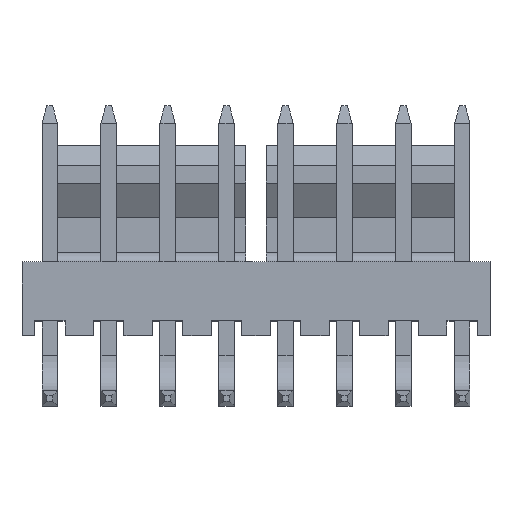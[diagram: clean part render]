
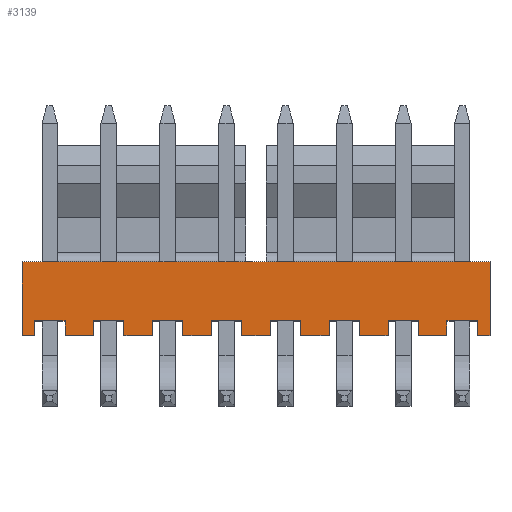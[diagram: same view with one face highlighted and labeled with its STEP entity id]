
A CAD part, top view. The second image highlights one B-rep face of the part: STEP entity #3139.
In plain terms, the highlighted planar face has unit normal (0, 0, 1).
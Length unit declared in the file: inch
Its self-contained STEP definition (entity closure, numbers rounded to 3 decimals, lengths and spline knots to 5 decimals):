
#1=DIRECTION('',(0.,-1.,0.));
#2=VECTOR('',#1,0.125);
#3=CARTESIAN_POINT('',(-0.397,0.0625,0.125));
#4=LINE('',#3,#2);
#17=DIRECTION('',(1.,0.,0.));
#18=VECTOR('',#17,0.052);
#19=CARTESIAN_POINT('',(0.324,-0.0375,0.125));
#20=LINE('',#19,#18);
#21=DIRECTION('',(0.,1.,0.));
#22=VECTOR('',#21,0.025);
#23=CARTESIAN_POINT('',(0.324,-0.0625,0.125));
#24=LINE('',#23,#22);
#25=DIRECTION('',(0.,1.,0.));
#26=VECTOR('',#25,0.025);
#27=CARTESIAN_POINT('',(0.276,-0.0625,0.125));
#28=LINE('',#27,#26);
#29=DIRECTION('',(1.,0.,0.));
#30=VECTOR('',#29,0.052);
#31=CARTESIAN_POINT('',(0.224,-0.0375,0.125));
#32=LINE('',#31,#30);
#33=DIRECTION('',(0.,1.,0.));
#34=VECTOR('',#33,0.025);
#35=CARTESIAN_POINT('',(0.224,-0.0625,0.125));
#36=LINE('',#35,#34);
#37=DIRECTION('',(0.,1.,0.));
#38=VECTOR('',#37,0.025);
#39=CARTESIAN_POINT('',(0.176,-0.0625,0.125));
#40=LINE('',#39,#38);
#41=DIRECTION('',(1.,0.,0.));
#42=VECTOR('',#41,0.052);
#43=CARTESIAN_POINT('',(0.124,-0.0375,0.125));
#44=LINE('',#43,#42);
#45=DIRECTION('',(0.,1.,0.));
#46=VECTOR('',#45,0.025);
#47=CARTESIAN_POINT('',(0.124,-0.0625,0.125));
#48=LINE('',#47,#46);
#49=DIRECTION('',(0.,1.,0.));
#50=VECTOR('',#49,0.025);
#51=CARTESIAN_POINT('',(0.076,-0.0625,0.125));
#52=LINE('',#51,#50);
#53=DIRECTION('',(1.,0.,0.));
#54=VECTOR('',#53,0.052);
#55=CARTESIAN_POINT('',(0.024,-0.0375,0.125));
#56=LINE('',#55,#54);
#57=DIRECTION('',(0.,1.,0.));
#58=VECTOR('',#57,0.025);
#59=CARTESIAN_POINT('',(0.024,-0.0625,0.125));
#60=LINE('',#59,#58);
#61=DIRECTION('',(0.,1.,0.));
#62=VECTOR('',#61,0.025);
#63=CARTESIAN_POINT('',(-0.024,-0.0625,0.125));
#64=LINE('',#63,#62);
#65=DIRECTION('',(1.,0.,0.));
#66=VECTOR('',#65,0.052);
#67=CARTESIAN_POINT('',(-0.076,-0.0375,0.125));
#68=LINE('',#67,#66);
#69=DIRECTION('',(0.,1.,0.));
#70=VECTOR('',#69,0.025);
#71=CARTESIAN_POINT('',(-0.076,-0.0625,0.125));
#72=LINE('',#71,#70);
#73=DIRECTION('',(0.,1.,0.));
#74=VECTOR('',#73,0.025);
#75=CARTESIAN_POINT('',(-0.124,-0.0625,0.125));
#76=LINE('',#75,#74);
#77=DIRECTION('',(1.,0.,0.));
#78=VECTOR('',#77,0.052);
#79=CARTESIAN_POINT('',(-0.176,-0.0375,0.125));
#80=LINE('',#79,#78);
#81=DIRECTION('',(0.,1.,0.));
#82=VECTOR('',#81,0.025);
#83=CARTESIAN_POINT('',(-0.176,-0.0625,0.125));
#84=LINE('',#83,#82);
#85=DIRECTION('',(0.,1.,0.));
#86=VECTOR('',#85,0.025);
#87=CARTESIAN_POINT('',(-0.224,-0.0625,0.125));
#88=LINE('',#87,#86);
#89=DIRECTION('',(1.,0.,0.));
#90=VECTOR('',#89,0.052);
#91=CARTESIAN_POINT('',(-0.276,-0.0375,0.125));
#92=LINE('',#91,#90);
#93=DIRECTION('',(0.,1.,0.));
#94=VECTOR('',#93,0.025);
#95=CARTESIAN_POINT('',(-0.276,-0.0625,0.125));
#96=LINE('',#95,#94);
#97=DIRECTION('',(0.,1.,0.));
#98=VECTOR('',#97,0.025);
#99=CARTESIAN_POINT('',(-0.324,-0.0625,0.125));
#100=LINE('',#99,#98);
#101=DIRECTION('',(1.,0.,0.));
#102=VECTOR('',#101,0.052);
#103=CARTESIAN_POINT('',(-0.376,-0.0375,0.125));
#104=LINE('',#103,#102);
#105=DIRECTION('',(0.,1.,0.));
#106=VECTOR('',#105,0.025);
#107=CARTESIAN_POINT('',(-0.376,-0.0625,0.125));
#108=LINE('',#107,#106);
#109=DIRECTION('',(1.,0.,0.));
#110=VECTOR('',#109,0.794);
#111=CARTESIAN_POINT('',(-0.397,0.0625,0.125));
#112=LINE('',#111,#110);
#113=DIRECTION('',(0.,1.,0.));
#114=VECTOR('',#113,0.025);
#115=CARTESIAN_POINT('',(0.376,-0.0625,0.125));
#116=LINE('',#115,#114);
#145=DIRECTION('',(1.,0.,0.));
#146=VECTOR('',#145,0.021);
#147=CARTESIAN_POINT('',(-0.397,-0.0625,0.125));
#148=LINE('',#147,#146);
#157=DIRECTION('',(1.,0.,0.));
#158=VECTOR('',#157,0.048);
#159=CARTESIAN_POINT('',(-0.324,-0.0625,0.125));
#160=LINE('',#159,#158);
#169=DIRECTION('',(1.,0.,0.));
#170=VECTOR('',#169,0.048);
#171=CARTESIAN_POINT('',(-0.224,-0.0625,0.125));
#172=LINE('',#171,#170);
#181=DIRECTION('',(1.,0.,0.));
#182=VECTOR('',#181,0.048);
#183=CARTESIAN_POINT('',(-0.124,-0.0625,0.125));
#184=LINE('',#183,#182);
#193=DIRECTION('',(1.,0.,0.));
#194=VECTOR('',#193,0.048);
#195=CARTESIAN_POINT('',(-0.024,-0.0625,0.125));
#196=LINE('',#195,#194);
#205=DIRECTION('',(1.,0.,0.));
#206=VECTOR('',#205,0.048);
#207=CARTESIAN_POINT('',(0.076,-0.0625,0.125));
#208=LINE('',#207,#206);
#217=DIRECTION('',(1.,0.,0.));
#218=VECTOR('',#217,0.048);
#219=CARTESIAN_POINT('',(0.176,-0.0625,0.125));
#220=LINE('',#219,#218);
#229=DIRECTION('',(1.,0.,0.));
#230=VECTOR('',#229,0.048);
#231=CARTESIAN_POINT('',(0.276,-0.0625,0.125));
#232=LINE('',#231,#230);
#237=DIRECTION('',(1.,0.,0.));
#238=VECTOR('',#237,0.021);
#239=CARTESIAN_POINT('',(0.376,-0.0625,0.125));
#240=LINE('',#239,#238);
#2309=DIRECTION('',(0.,-1.,0.));
#2310=VECTOR('',#2309,0.125);
#2311=CARTESIAN_POINT('',(0.397,0.0625,0.125));
#2312=LINE('',#2311,#2310);
#2325=CARTESIAN_POINT('',(-0.397,0.0625,0.125));
#2326=CARTESIAN_POINT('',(-0.397,-0.0625,0.125));
#2327=VERTEX_POINT('',#2325);
#2328=VERTEX_POINT('',#2326);
#2333=CARTESIAN_POINT('',(0.397,0.0625,0.125));
#2334=CARTESIAN_POINT('',(0.397,-0.0625,0.125));
#2335=VERTEX_POINT('',#2333);
#2336=VERTEX_POINT('',#2334);
#2429=CARTESIAN_POINT('',(-0.376,-0.0375,0.125));
#2430=CARTESIAN_POINT('',(-0.324,-0.0375,0.125));
#2431=VERTEX_POINT('',#2429);
#2432=VERTEX_POINT('',#2430);
#2433=CARTESIAN_POINT('',(-0.376,-0.0625,0.125));
#2434=VERTEX_POINT('',#2433);
#2435=CARTESIAN_POINT('',(-0.324,-0.0625,0.125));
#2436=VERTEX_POINT('',#2435);
#2477=CARTESIAN_POINT('',(-0.276,-0.0375,0.125));
#2478=CARTESIAN_POINT('',(-0.224,-0.0375,0.125));
#2479=VERTEX_POINT('',#2477);
#2480=VERTEX_POINT('',#2478);
#2481=CARTESIAN_POINT('',(-0.276,-0.0625,0.125));
#2482=VERTEX_POINT('',#2481);
#2483=CARTESIAN_POINT('',(-0.224,-0.0625,0.125));
#2484=VERTEX_POINT('',#2483);
#2493=CARTESIAN_POINT('',(-0.176,-0.0375,0.125));
#2494=CARTESIAN_POINT('',(-0.124,-0.0375,0.125));
#2495=VERTEX_POINT('',#2493);
#2496=VERTEX_POINT('',#2494);
#2497=CARTESIAN_POINT('',(-0.176,-0.0625,0.125));
#2498=VERTEX_POINT('',#2497);
#2499=CARTESIAN_POINT('',(-0.124,-0.0625,0.125));
#2500=VERTEX_POINT('',#2499);
#2509=CARTESIAN_POINT('',(-0.076,-0.0375,0.125));
#2510=CARTESIAN_POINT('',(-0.024,-0.0375,0.125));
#2511=VERTEX_POINT('',#2509);
#2512=VERTEX_POINT('',#2510);
#2513=CARTESIAN_POINT('',(-0.076,-0.0625,0.125));
#2514=VERTEX_POINT('',#2513);
#2515=CARTESIAN_POINT('',(-0.024,-0.0625,0.125));
#2516=VERTEX_POINT('',#2515);
#2525=CARTESIAN_POINT('',(0.024,-0.0375,0.125));
#2526=CARTESIAN_POINT('',(0.076,-0.0375,0.125));
#2527=VERTEX_POINT('',#2525);
#2528=VERTEX_POINT('',#2526);
#2529=CARTESIAN_POINT('',(0.024,-0.0625,0.125));
#2530=VERTEX_POINT('',#2529);
#2531=CARTESIAN_POINT('',(0.076,-0.0625,0.125));
#2532=VERTEX_POINT('',#2531);
#2765=CARTESIAN_POINT('',(0.124,-0.0375,0.125));
#2766=CARTESIAN_POINT('',(0.176,-0.0375,0.125));
#2767=VERTEX_POINT('',#2765);
#2768=VERTEX_POINT('',#2766);
#2769=CARTESIAN_POINT('',(0.124,-0.0625,0.125));
#2770=VERTEX_POINT('',#2769);
#2771=CARTESIAN_POINT('',(0.176,-0.0625,0.125));
#2772=VERTEX_POINT('',#2771);
#2781=CARTESIAN_POINT('',(0.224,-0.0375,0.125));
#2782=CARTESIAN_POINT('',(0.276,-0.0375,0.125));
#2783=VERTEX_POINT('',#2781);
#2784=VERTEX_POINT('',#2782);
#2785=CARTESIAN_POINT('',(0.224,-0.0625,0.125));
#2786=VERTEX_POINT('',#2785);
#2787=CARTESIAN_POINT('',(0.276,-0.0625,0.125));
#2788=VERTEX_POINT('',#2787);
#2797=CARTESIAN_POINT('',(0.324,-0.0375,0.125));
#2798=CARTESIAN_POINT('',(0.376,-0.0375,0.125));
#2799=VERTEX_POINT('',#2797);
#2800=VERTEX_POINT('',#2798);
#2801=CARTESIAN_POINT('',(0.324,-0.0625,0.125));
#2802=VERTEX_POINT('',#2801);
#2803=CARTESIAN_POINT('',(0.376,-0.0625,0.125));
#2804=VERTEX_POINT('',#2803);
#3061=CARTESIAN_POINT('',(-0.397,0.0625,0.125));
#3062=DIRECTION('',(0.,0.,1.));
#3063=DIRECTION('',(0.,-1.,0.));
#3064=AXIS2_PLACEMENT_3D('',#3061,#3062,#3063);
#3065=PLANE('',#3064);
#3067=ORIENTED_EDGE('',*,*,#3066,.F.);
#3069=ORIENTED_EDGE('',*,*,#3068,.F.);
#3071=ORIENTED_EDGE('',*,*,#3070,.F.);
#3073=ORIENTED_EDGE('',*,*,#3072,.T.);
#3075=ORIENTED_EDGE('',*,*,#3074,.F.);
#3077=ORIENTED_EDGE('',*,*,#3076,.F.);
#3079=ORIENTED_EDGE('',*,*,#3078,.F.);
#3081=ORIENTED_EDGE('',*,*,#3080,.T.);
#3083=ORIENTED_EDGE('',*,*,#3082,.F.);
#3085=ORIENTED_EDGE('',*,*,#3084,.F.);
#3087=ORIENTED_EDGE('',*,*,#3086,.F.);
#3089=ORIENTED_EDGE('',*,*,#3088,.T.);
#3091=ORIENTED_EDGE('',*,*,#3090,.F.);
#3093=ORIENTED_EDGE('',*,*,#3092,.F.);
#3095=ORIENTED_EDGE('',*,*,#3094,.F.);
#3097=ORIENTED_EDGE('',*,*,#3096,.T.);
#3099=ORIENTED_EDGE('',*,*,#3098,.F.);
#3101=ORIENTED_EDGE('',*,*,#3100,.F.);
#3103=ORIENTED_EDGE('',*,*,#3102,.F.);
#3105=ORIENTED_EDGE('',*,*,#3104,.T.);
#3107=ORIENTED_EDGE('',*,*,#3106,.F.);
#3109=ORIENTED_EDGE('',*,*,#3108,.F.);
#3111=ORIENTED_EDGE('',*,*,#3110,.F.);
#3113=ORIENTED_EDGE('',*,*,#3112,.T.);
#3115=ORIENTED_EDGE('',*,*,#3114,.F.);
#3117=ORIENTED_EDGE('',*,*,#3116,.F.);
#3119=ORIENTED_EDGE('',*,*,#3118,.F.);
#3121=ORIENTED_EDGE('',*,*,#3120,.T.);
#3123=ORIENTED_EDGE('',*,*,#3122,.F.);
#3125=ORIENTED_EDGE('',*,*,#3124,.F.);
#3127=ORIENTED_EDGE('',*,*,#3126,.F.);
#3128=ORIENTED_EDGE('',*,*,#3050,.F.);
#3130=ORIENTED_EDGE('',*,*,#3129,.T.);
#3132=ORIENTED_EDGE('',*,*,#3131,.T.);
#3134=ORIENTED_EDGE('',*,*,#3133,.F.);
#3136=ORIENTED_EDGE('',*,*,#3135,.T.);
#3137=EDGE_LOOP('',(#3067,#3069,#3071,#3073,#3075,#3077,#3079,#3081,#3083,#3085,
#3087,#3089,#3091,#3093,#3095,#3097,#3099,#3101,#3103,#3105,#3107,#3109,#3111,
#3113,#3115,#3117,#3119,#3121,#3123,#3125,#3127,#3128,#3130,#3132,#3134,#3136));
#3138=FACE_OUTER_BOUND('',#3137,.F.);
#3139=ADVANCED_FACE('',(#3138),#3065,.T.);
#3050=EDGE_CURVE('',#2327,#2328,#4,.T.);
#3066=EDGE_CURVE('',#2799,#2800,#20,.T.);
#3068=EDGE_CURVE('',#2802,#2799,#24,.T.);
#3070=EDGE_CURVE('',#2788,#2802,#232,.T.);
#3072=EDGE_CURVE('',#2788,#2784,#28,.T.);
#3074=EDGE_CURVE('',#2783,#2784,#32,.T.);
#3076=EDGE_CURVE('',#2786,#2783,#36,.T.);
#3078=EDGE_CURVE('',#2772,#2786,#220,.T.);
#3080=EDGE_CURVE('',#2772,#2768,#40,.T.);
#3082=EDGE_CURVE('',#2767,#2768,#44,.T.);
#3084=EDGE_CURVE('',#2770,#2767,#48,.T.);
#3086=EDGE_CURVE('',#2532,#2770,#208,.T.);
#3088=EDGE_CURVE('',#2532,#2528,#52,.T.);
#3090=EDGE_CURVE('',#2527,#2528,#56,.T.);
#3092=EDGE_CURVE('',#2530,#2527,#60,.T.);
#3094=EDGE_CURVE('',#2516,#2530,#196,.T.);
#3096=EDGE_CURVE('',#2516,#2512,#64,.T.);
#3098=EDGE_CURVE('',#2511,#2512,#68,.T.);
#3100=EDGE_CURVE('',#2514,#2511,#72,.T.);
#3102=EDGE_CURVE('',#2500,#2514,#184,.T.);
#3104=EDGE_CURVE('',#2500,#2496,#76,.T.);
#3106=EDGE_CURVE('',#2495,#2496,#80,.T.);
#3108=EDGE_CURVE('',#2498,#2495,#84,.T.);
#3110=EDGE_CURVE('',#2484,#2498,#172,.T.);
#3112=EDGE_CURVE('',#2484,#2480,#88,.T.);
#3114=EDGE_CURVE('',#2479,#2480,#92,.T.);
#3116=EDGE_CURVE('',#2482,#2479,#96,.T.);
#3118=EDGE_CURVE('',#2436,#2482,#160,.T.);
#3120=EDGE_CURVE('',#2436,#2432,#100,.T.);
#3122=EDGE_CURVE('',#2431,#2432,#104,.T.);
#3124=EDGE_CURVE('',#2434,#2431,#108,.T.);
#3126=EDGE_CURVE('',#2328,#2434,#148,.T.);
#3129=EDGE_CURVE('',#2327,#2335,#112,.T.);
#3131=EDGE_CURVE('',#2335,#2336,#2312,.T.);
#3133=EDGE_CURVE('',#2804,#2336,#240,.T.);
#3135=EDGE_CURVE('',#2804,#2800,#116,.T.);
